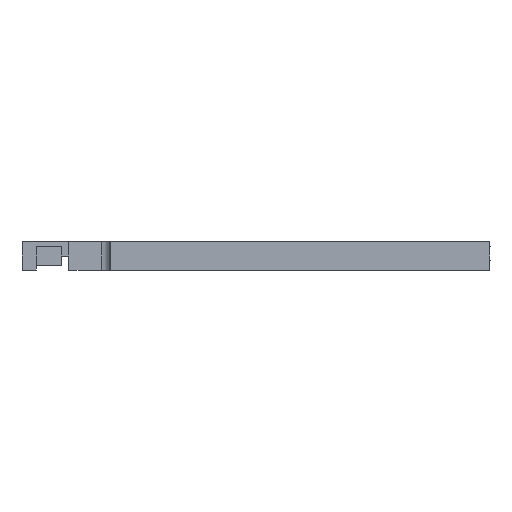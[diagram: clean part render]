
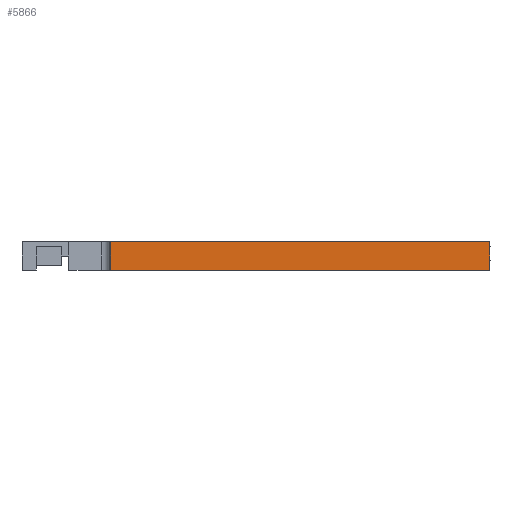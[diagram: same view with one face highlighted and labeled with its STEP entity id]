
A CAD part, left-side view. The second image highlights one B-rep face of the part: STEP entity #5866.
In plain terms, the highlighted planar face has unit normal (-1, 0, 0).
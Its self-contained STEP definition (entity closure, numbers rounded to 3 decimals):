
#765=FACE_OUTER_BOUND('',#1126,.T.);
#1126=EDGE_LOOP('',(#5313,#5314,#5315,#5316));
#1229=LINE('',#8376,#1805);
#1273=LINE('',#8518,#1849);
#1279=LINE('',#8531,#1855);
#1449=LINE('',#9133,#2025);
#1805=VECTOR('',#6616,10.);
#1849=VECTOR('',#6736,10.);
#1855=VECTOR('',#6748,10.);
#2025=VECTOR('',#7286,10.);
#2362=VERTEX_POINT('',#8373);
#2363=VERTEX_POINT('',#8375);
#2423=VERTEX_POINT('',#8516);
#2427=VERTEX_POINT('',#8530);
#2949=EDGE_CURVE('',#2362,#2363,#1229,.T.);
#3021=EDGE_CURVE('',#2423,#2362,#1273,.T.);
#3028=EDGE_CURVE('',#2427,#2363,#1279,.T.);
#3328=EDGE_CURVE('',#2427,#2423,#1449,.T.);
#5313=ORIENTED_EDGE('',*,*,#2949,.F.);
#5314=ORIENTED_EDGE('',*,*,#3021,.F.);
#5315=ORIENTED_EDGE('',*,*,#3328,.F.);
#5316=ORIENTED_EDGE('',*,*,#3028,.T.);
#5587=PLANE('',#6453);
#5866=ADVANCED_FACE('',(#765),#5587,.T.);
#6453=AXIS2_PLACEMENT_3D('',#9878,#8132,#8133);
#6616=DIRECTION('',(0.,-1.,0.));
#6736=DIRECTION('',(0.,0.,1.));
#6748=DIRECTION('',(0.,0.,1.));
#7286=DIRECTION('',(0.,1.,0.));
#8132=DIRECTION('center_axis',(-1.,0.,0.));
#8133=DIRECTION('ref_axis',(0.,-1.,0.));
#8373=CARTESIAN_POINT('',(0.,81.003,7.569));
#8375=CARTESIAN_POINT('',(0.,0.,7.569));
#8376=CARTESIAN_POINT('',(0.,62.001,7.569));
#8516=CARTESIAN_POINT('',(0.,81.003,1.569));
#8518=CARTESIAN_POINT('',(0.,81.003,5.569));
#8530=CARTESIAN_POINT('',(0.,0.,1.569));
#8531=CARTESIAN_POINT('',(0.,0.,1.569));
#9133=CARTESIAN_POINT('',(0.,0.,1.569));
#9878=CARTESIAN_POINT('Origin',(0.,81.003,6.569));
